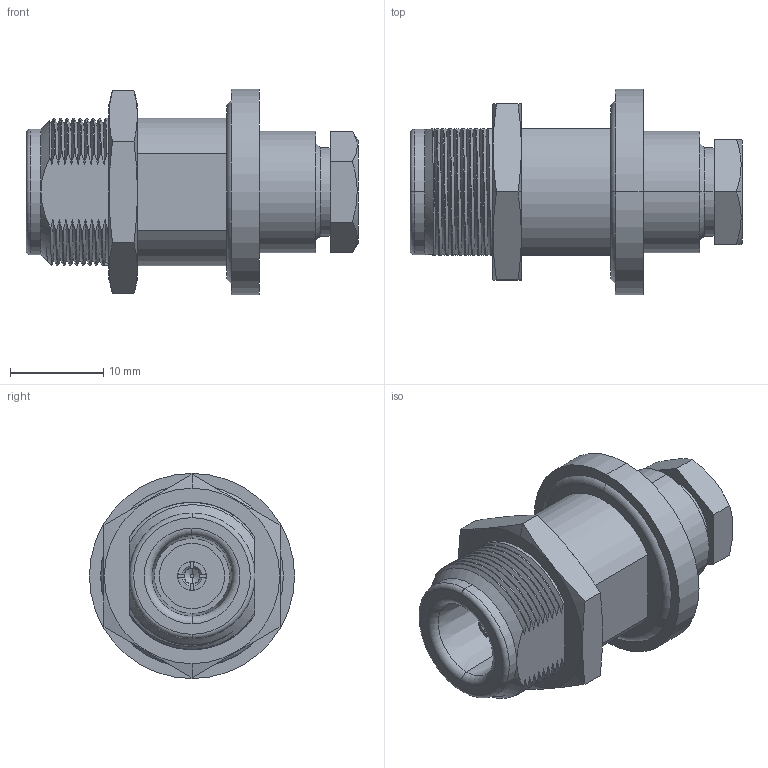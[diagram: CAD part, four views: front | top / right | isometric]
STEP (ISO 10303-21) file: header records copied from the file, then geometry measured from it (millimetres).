
FILE_DESCRIPTION((''),'2;1');
FILE_NAME('1','2021-08-12T',('1111'),(''),'PRO/ENGINEER BY PARAMETRIC TECHNOLOGY CORPORATION, 2012090','PRO/ENGINEER BY PARAMETRIC TECHNOLOGY CORPORATION, 2012090','');
FILE_SCHEMA(('CONFIG_CONTROL_DESIGN'));
Length unit declared in the file: millimetre
Products named in the file (1): 1
Bounding box: 35.6 x 22 x 22 mm (x, y, z)
Volume: 6073.5 mm3; surface area: 3382.3 mm2
Topology: 1 solids, 1 shells, 144 faces, 377 edges, 245 vertices
Faces by surface type: plane 45, bspline 40, cylinder 35, cone 18, torus 6
Entity records: 14478 total; most frequent: CARTESIAN_POINT 11259, ORIENTED_EDGE 754, DIRECTION 507, EDGE_CURVE 377, VERTEX_POINT 245, AXIS2_PLACEMENT_3D 190, B_SPLINE_CURVE_WITH_KNOTS 164, EDGE_LOOP 154
